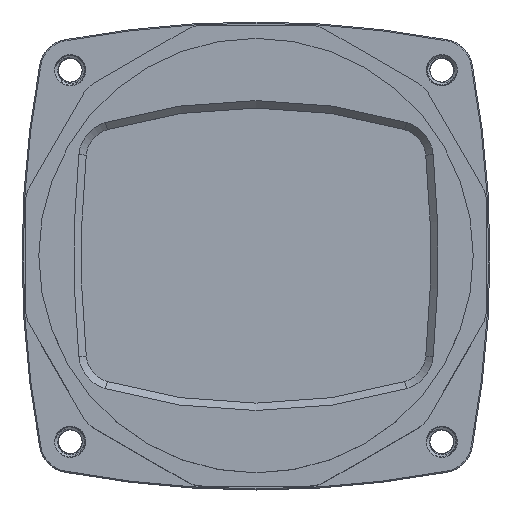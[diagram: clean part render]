
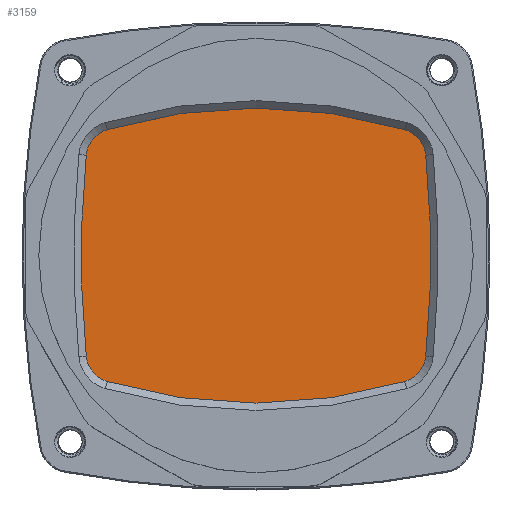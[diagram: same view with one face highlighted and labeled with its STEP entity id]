
A CAD part, top view. The second image highlights one B-rep face of the part: STEP entity #3159.
In plain terms, the highlighted face is planar.
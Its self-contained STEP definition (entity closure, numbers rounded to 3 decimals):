
#1866=CIRCLE('',#25865,139.828);
#1868=CIRCLE('',#25868,70.501);
#1870=CIRCLE('',#25871,139.828);
#1872=CIRCLE('',#25874,70.501);
#1873=CIRCLE('',#25876,4.);
#1874=CIRCLE('',#25877,4.);
#1875=CIRCLE('',#25878,4.);
#1876=CIRCLE('',#25879,4.);
#3159=ADVANCED_FACE('',(#5092),#4517,.T.);
#4517=PLANE('',#25880);
#5092=FACE_OUTER_BOUND('',#6370,.T.);
#6370=EDGE_LOOP('',(#8597,#8598,#8599,#8600,#8601,#8602,#8603,#8604));
#8597=ORIENTED_EDGE('',*,*,#18395,.F.);
#8598=ORIENTED_EDGE('',*,*,#18408,.T.);
#8599=ORIENTED_EDGE('',*,*,#18399,.F.);
#8600=ORIENTED_EDGE('',*,*,#18409,.T.);
#8601=ORIENTED_EDGE('',*,*,#18403,.F.);
#8602=ORIENTED_EDGE('',*,*,#18410,.T.);
#8603=ORIENTED_EDGE('',*,*,#18407,.F.);
#8604=ORIENTED_EDGE('',*,*,#18411,.T.);
#15941=VERTEX_POINT('',#35439);
#15944=VERTEX_POINT('',#35444);
#15945=VERTEX_POINT('',#35448);
#15948=VERTEX_POINT('',#35453);
#15949=VERTEX_POINT('',#35457);
#15952=VERTEX_POINT('',#35462);
#15953=VERTEX_POINT('',#35466);
#15956=VERTEX_POINT('',#35471);
#18395=EDGE_CURVE('',#15944,#15941,#1866,.T.);
#18399=EDGE_CURVE('',#15948,#15945,#1868,.T.);
#18403=EDGE_CURVE('',#15952,#15949,#1870,.T.);
#18407=EDGE_CURVE('',#15956,#15953,#1872,.T.);
#18408=EDGE_CURVE('',#15944,#15945,#1873,.T.);
#18409=EDGE_CURVE('',#15948,#15949,#1874,.T.);
#18410=EDGE_CURVE('',#15952,#15953,#1875,.T.);
#18411=EDGE_CURVE('',#15956,#15941,#1876,.T.);
#25865=AXIS2_PLACEMENT_3D('',#35445,#28484,#28485);
#25868=AXIS2_PLACEMENT_3D('',#35454,#28492,#28493);
#25871=AXIS2_PLACEMENT_3D('',#35463,#28500,#28501);
#25874=AXIS2_PLACEMENT_3D('',#35472,#28508,#28509);
#25876=AXIS2_PLACEMENT_3D('',#35474,#28512,#28513);
#25877=AXIS2_PLACEMENT_3D('',#35475,#28514,#28515);
#25878=AXIS2_PLACEMENT_3D('',#35476,#28516,#28517);
#25879=AXIS2_PLACEMENT_3D('',#35477,#28518,#28519);
#25880=AXIS2_PLACEMENT_3D('',#35478,#28520,#28521);
#28484=DIRECTION('',(0.,0.,1.));
#28485=DIRECTION('',(-1.,0.,0.));
#28492=DIRECTION('',(0.,0.,1.));
#28493=DIRECTION('',(1.,0.,0.));
#28500=DIRECTION('',(0.,0.,1.));
#28501=DIRECTION('',(1.,0.,0.));
#28508=DIRECTION('',(0.,0.,1.));
#28509=DIRECTION('',(1.,0.,0.));
#28512=DIRECTION('',(0.,0.,-1.));
#28513=DIRECTION('',(-1.,0.,0.));
#28514=DIRECTION('',(0.,0.,-1.));
#28515=DIRECTION('',(-1.,0.,0.));
#28516=DIRECTION('',(0.,0.,-1.));
#28517=DIRECTION('',(-1.,0.,0.));
#28518=DIRECTION('',(0.,0.,-1.));
#28519=DIRECTION('',(-1.,0.,0.));
#28520=DIRECTION('',(0.,0.,-1.));
#28521=DIRECTION('',(-1.,0.,0.));
#35439=CARTESIAN_POINT('',(-22.846,-13.504,-3.));
#35444=CARTESIAN_POINT('',(-22.846,13.504,-3.));
#35445=CARTESIAN_POINT('',(116.328,0.,-3.));
#35448=CARTESIAN_POINT('',(-20.,16.954,-3.));
#35453=CARTESIAN_POINT('',(20.,16.954,-3.));
#35454=CARTESIAN_POINT('',(0.,-50.651,-3.));
#35457=CARTESIAN_POINT('',(22.846,13.504,-3.));
#35462=CARTESIAN_POINT('',(22.846,-13.504,-3.));
#35463=CARTESIAN_POINT('',(-116.328,0.,-3.));
#35466=CARTESIAN_POINT('',(20.,-16.954,-3.));
#35471=CARTESIAN_POINT('',(-20.,-16.954,-3.));
#35472=CARTESIAN_POINT('',(0.,50.651,-3.));
#35474=CARTESIAN_POINT('',(-18.865,13.118,-3.));
#35475=CARTESIAN_POINT('',(18.865,13.118,-3.));
#35476=CARTESIAN_POINT('',(18.865,-13.118,-3.));
#35477=CARTESIAN_POINT('',(-18.865,-13.118,-3.));
#35478=CARTESIAN_POINT('',(58.164,-25.326,-3.));
